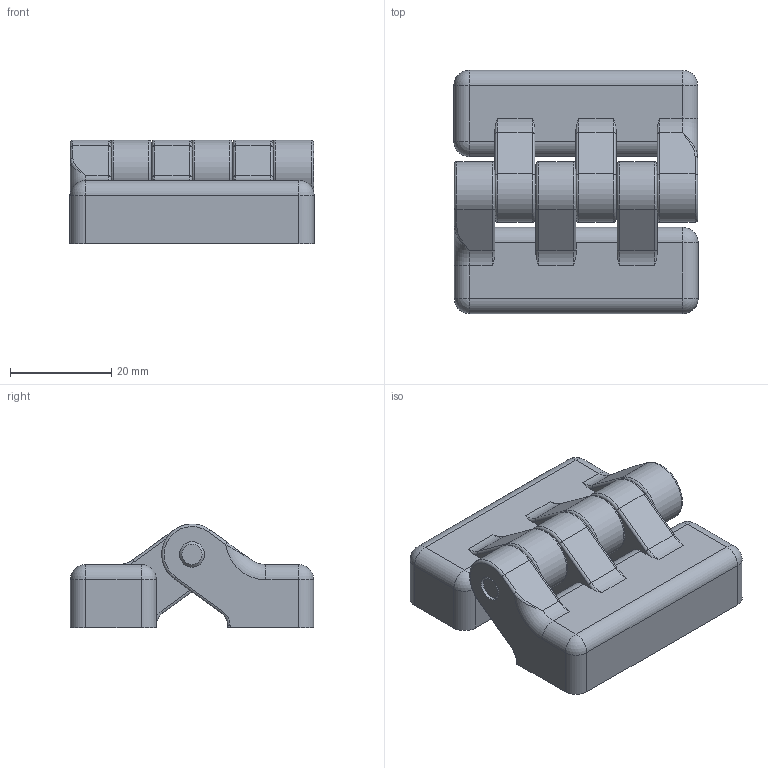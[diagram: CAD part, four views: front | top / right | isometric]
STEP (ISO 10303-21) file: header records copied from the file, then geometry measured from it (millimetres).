
FILE_DESCRIPTION(/* description */ ('File step'),/* implementation_level */ '2;1');
FILE_NAME(/* name */ '6388110',/* time_stamp */ '2022-02-21T11:59:50+01:00',/* author */ ('Zorzan D.'),/* organization */ ('Gamm Srl.'),/* preprocessor_version */ 'ST-DEVELOPER v16.7',/* originating_system */ 'Solid Edge',/* authorisation */ 'Unknown');
FILE_SCHEMA (('CONFIG_CONTROL_DESIGN'));
Length unit declared in the file: millimetre
Products named in the file (1): Parte9
Bounding box: 48.2 x 48 x 20.49 mm (x, y, z)
Volume: 24221.1 mm3; surface area: 11741.1 mm2
Topology: 1 solids, 1 shells, 248 faces, 635 edges, 391 vertices
Faces by surface type: cylinder 110, plane 84, torus 36, cone 10, sphere 6, bspline 2
Full cylindrical faces by diameter (mm): 4.917 x4, 5 x4, 9 x4
Entity records: 9086 total; most frequent: DIRECTION 1342, CARTESIAN_POINT 1329, ORIENTED_EDGE 1190, EDGE_CURVE 595, AXIS2_PLACEMENT_3D 524, VERTEX_POINT 381, LINE 294, VECTOR 294
